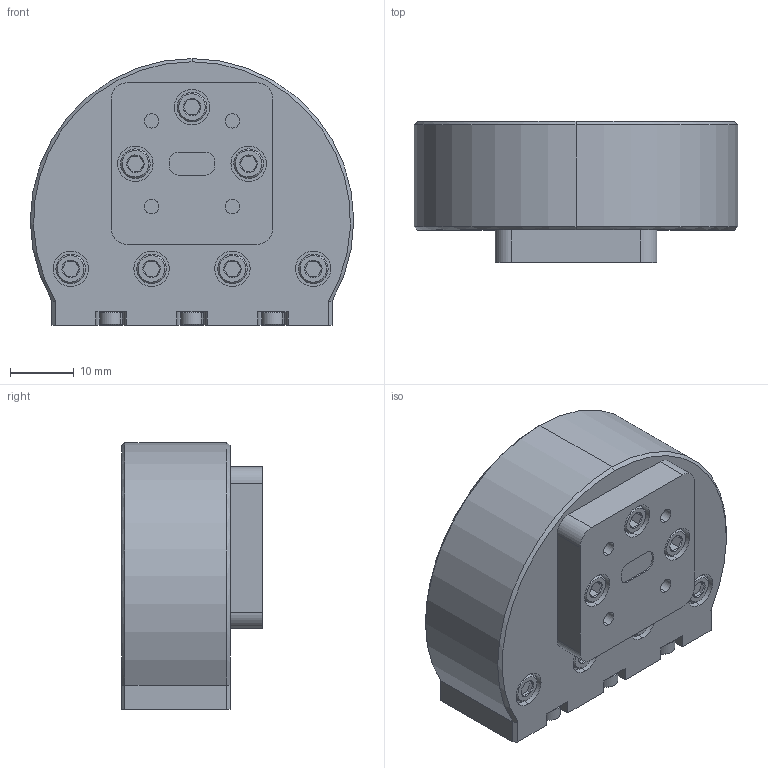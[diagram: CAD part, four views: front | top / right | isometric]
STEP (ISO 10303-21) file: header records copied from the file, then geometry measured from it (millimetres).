
FILE_DESCRIPTION (( 'STEP AP214' ), '1' );
FILE_NAME ('AE-A00-60, Rev 1.1.STEP', '2024-10-16T00:19:51', ( '' ), ( '' ), 'SwSTEP 2.0', 'SolidWorks 2021', '' );
FILE_SCHEMA (( 'AUTOMOTIVE_DESIGN' ));
Length unit declared in the file: inch
Products named in the file (1): AE-A00-60, Rev 1.1
Bounding box: 50.8 x 22.1 x 41.91 mm (x, y, z)
Volume: 33239.4 mm3; surface area: 9684.3 mm2
Topology: 2 solids, 53 shells, 1013 faces, 2301 edges, 1437 vertices
Faces by surface type: cylinder 421, plane 290, cone 197, bspline 105
Entity records: 62093 total; most frequent: CARTESIAN_POINT 41915, ORIENTED_EDGE 4582, DIRECTION 3632, EDGE_CURVE 2291, VERTEX_POINT 1437, AXIS2_PLACEMENT_3D 1377, EDGE_LOOP 1092, ADVANCED_FACE 1013
